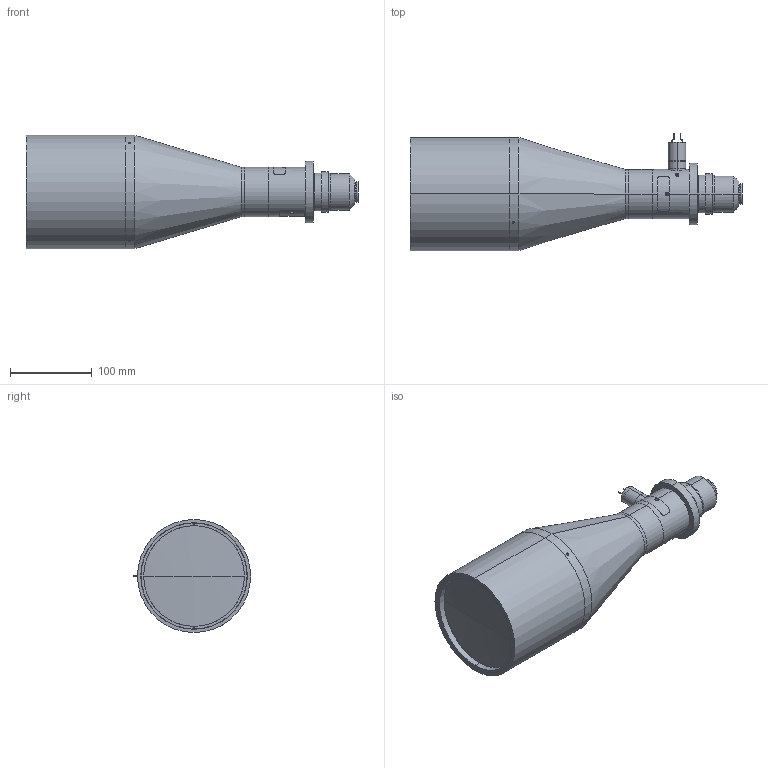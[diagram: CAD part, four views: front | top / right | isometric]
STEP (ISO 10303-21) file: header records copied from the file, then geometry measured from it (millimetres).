
FILE_DESCRIPTION (( 'STEP AP203' ), '1' );
FILE_NAME ('S5LPL1551_LED_01.STEP', '2022-03-04T05:30:04', ( '' ), ( '' ), 'SwSTEP 2.0', 'SolidWorks 2021', '' );
FILE_SCHEMA (( 'CONFIG_CONTROL_DESIGN' ));
Length unit declared in the file: millimetre
Products named in the file (40): 198410; O-Ring 15x1; S0DIF1363; 282107; 111307; 518004; 518001; 518002; DIN 914 - M3 x 4-N_DIN 914 - M3 x 4-N; 134318; 282101; 134330; 518003; 111310; S5FIL0201; 134319; S5LPL1551_LED_01; 053710; Anschlußkabel 300 mm^134301; 522301; 134316; S5LDX1520_078; 282111; 111311; 282106; S5ELE1365; 097108; 134301; S5MEC0010; DIN 912 M2 x 10 --- 10N_DIN 912 M2 x 10 --- 10N; 291610; DIN 912 M2 x 4 --- 4N_DIN 912 M2 x 4 --- 4N; 100009; 134317; S5LAO1520_078; 282113; _DIN 913 - M3 x 3-N; S5LMP4551_078; 522203; S5LED0011
Assembly tree (43 placements, depth 4):
  S5LPL1551_LED_01
    S5LAO1520_078
      S5LDX1520_078
    111307
    111310
    111311
    100009
    291610
    282101
      S5LMP4551_078
      282106
      282107
      282111
      S5MEC0010
    097108
    282113
    _DIN 913 - M3 x 3-N  x3
    518001
      518002
      518003
      518004
      O-Ring 15x1
      DIN 912 M2 x 10 --- 10N_DIN 912 M2 x 10 --- 10N
      DIN 912 M2 x 4 --- 4N_DIN 912 M2 x 4 --- 4N  x2
      DIN 914 - M3 x 4-N_DIN 914 - M3 x 4-N
    198410
    522301
      134301
        134317
        134319
        134330
        S5ELE1365
        S5LED0011
        Anschlußkabel 300 mm^134301  x2
      134316
      134318
      053710
      S5FIL0201
      S0DIF1363
      522203
Bounding box: 405.11 x 143.03 x 138 mm (x, y, z)
Volume: 1058779.6 mm3; surface area: 360428 mm2
Topology: 38 solids, 38 shells, 947 faces, 2135 edges, 1311 vertices
Faces by surface type: cylinder 371, plane 297, cone 152, torus 118, sphere 9
Entity records: 30202 total; most frequent: CARTESIAN_POINT 5293, DIRECTION 4816, ORIENTED_EDGE 3930, AXIS2_PLACEMENT_3D 2002, EDGE_CURVE 1965, VERTEX_POINT 1217, CIRCLE 1073, EDGE_LOOP 1012
